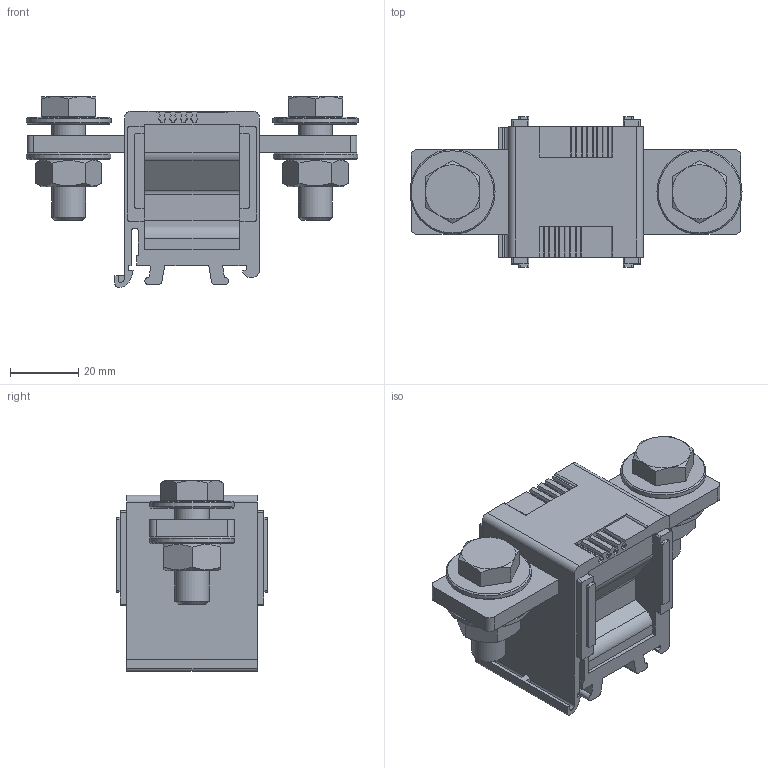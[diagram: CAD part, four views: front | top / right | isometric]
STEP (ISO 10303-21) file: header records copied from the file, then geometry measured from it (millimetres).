
FILE_DESCRIPTION(/* description */ ('Unknown'),/* implementation_level */ '2;1');
FILE_NAME(/* name */ 'ZCTP-250-35',/* time_stamp */ '2024-11-15T07:45:51-03:00',/* author */ ('Unknown'),/* organization */ ('Unknown'),/* preprocessor_version */ 'ST-DEVELOPER v16.7',/* originating_system */ 'Solid Edge',/* authorisation */ 'Unknown');
FILE_SCHEMA (('AUTOMOTIVE_DESIGN {1 0 10303 214 3 1 1}'));
Length unit declared in the file: millimetre
Products named in the file (1): ZCTP-250-35
Bounding box: 97.6 x 44.3 x 56.1 mm (x, y, z)
Volume: 83306.2 mm3; surface area: 23595.8 mm2
Topology: 1 solids, 1 shells, 323 faces, 896 edges, 593 vertices
Faces by surface type: plane 217, cylinder 88, cone 16, torus 2
Full cylindrical faces by diameter (mm): 10 x4, 25 x4
Entity records: 10263 total; most frequent: CARTESIAN_POINT 1961, ORIENTED_EDGE 1734, DIRECTION 1675, EDGE_CURVE 867, LINE 635, VECTOR 635, VERTEX_POINT 590, AXIS2_PLACEMENT_3D 520
